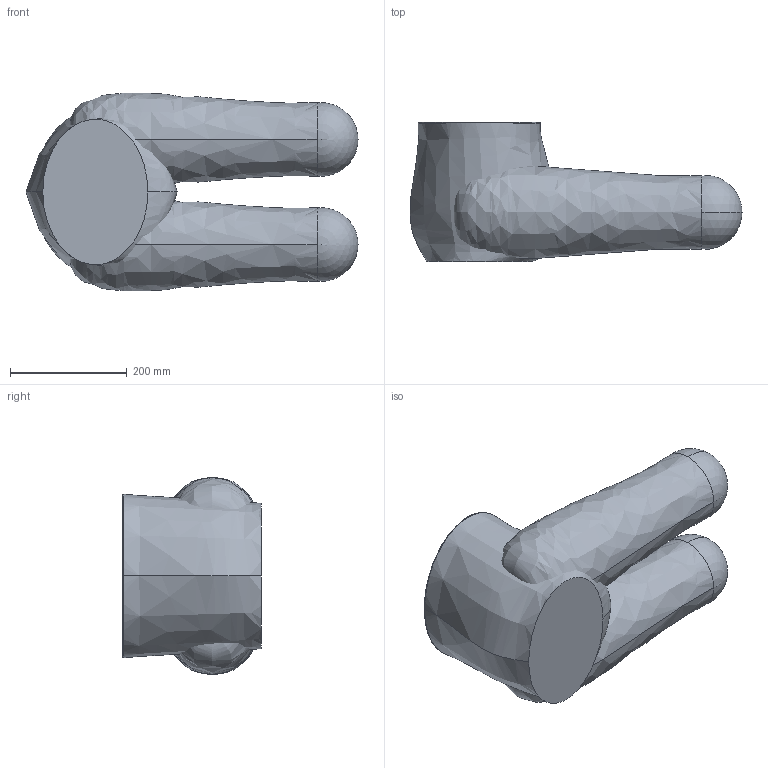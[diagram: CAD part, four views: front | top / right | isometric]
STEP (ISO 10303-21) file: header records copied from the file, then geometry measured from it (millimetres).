
FILE_DESCRIPTION (( 'STEP AP203' ), '1' );
FILE_NAME ('ass2_Default_sldprt.STEP', '2016-03-08T11:58:35', ( '' ), ( '' ), 'SwSTEP 2.0', 'SolidWorks 2014', '' );
FILE_SCHEMA (( 'CONFIG_CONTROL_DESIGN' ));
Length unit declared in the file: millimetre
Products named in the file (1): ass2_Default_sldprt
Bounding box: 568.68 x 238 x 339.07 mm (x, y, z)
Surface area: 810027.2 mm2 (no closed solid volume)
Topology: 0 solids, 6 shells, 16 faces, 48 edges, 32 vertices
Faces by surface type: bspline 8, plane 4, sphere 4
Entity records: 1522 total; most frequent: CARTESIAN_POINT 1157, ORIENTED_EDGE 60, DIRECTION 48, EDGE_CURVE 34, VERTEX_POINT 26, AXIS2_PLACEMENT_3D 23, EDGE_LOOP 16, FACE_OUTER_BOUND 16
